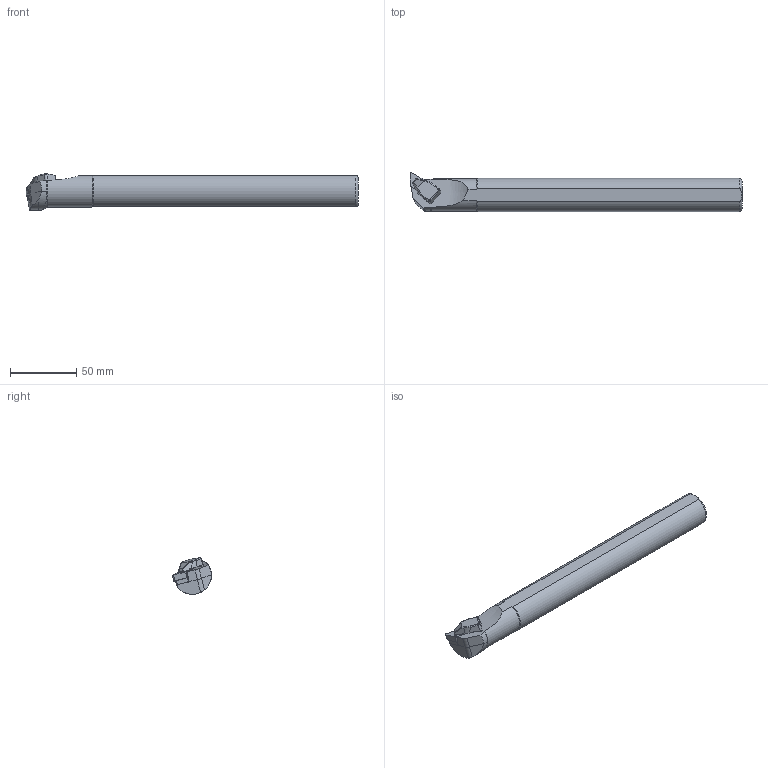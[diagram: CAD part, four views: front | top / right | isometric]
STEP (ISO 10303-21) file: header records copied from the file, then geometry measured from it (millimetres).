
FILE_DESCRIPTION(/* description */ (''),/* implementation_level */ '2;1');
FILE_NAME(/* name */ 'S25S-TDUNL-11.stp',/* time_stamp */ '2023-10-05T17:01:10+03:00',/* author */ (''),/* organization */ (''),/* preprocessor_version */ 'ST-DEVELOPER v19.4',/* originating_system */ 'SIEMENS PLM Software NX2306.3001',/* authorisation */ '');
FILE_SCHEMA (('AUTOMOTIVE_DESIGN { 1 0 10303 214 3 1 1 1 }'));
Length unit declared in the file: millimetre
Products named in the file (1): S25S-TDUNR-11
Bounding box: 250 x 29.5 x 27.55 mm (x, y, z)
Volume: 115718.6 mm3; surface area: 21052.6 mm2
Topology: 2 solids, 2 shells, 114 faces, 281 edges, 172 vertices
Faces by surface type: cylinder 52, plane 41, bspline 12, cone 4, torus 3, sphere 2
Full cylindrical faces by diameter (mm): 3.4 x1, 6 x1
Entity records: 3854 total; most frequent: CARTESIAN_POINT 1127, DIRECTION 554, ORIENTED_EDGE 548, EDGE_CURVE 274, AXIS2_PLACEMENT_3D 215, VERTEX_POINT 171, LINE 124, VECTOR 124
